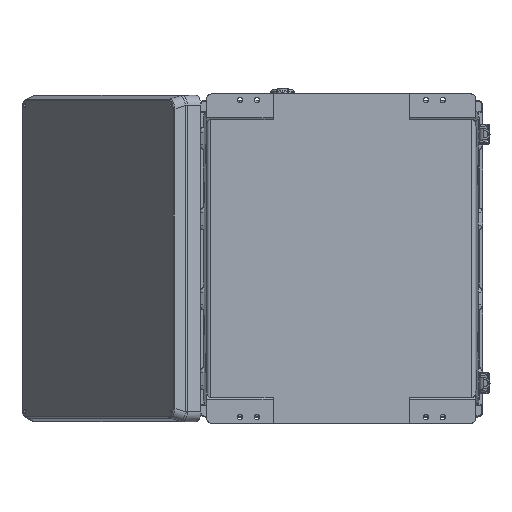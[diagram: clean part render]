
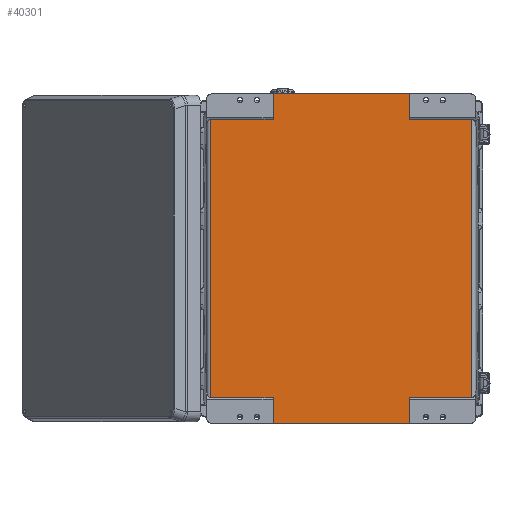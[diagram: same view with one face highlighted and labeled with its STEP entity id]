
A CAD part, front view. The second image highlights one B-rep face of the part: STEP entity #40301.
In plain terms, the highlighted planar face has unit normal (0, -1, 0).
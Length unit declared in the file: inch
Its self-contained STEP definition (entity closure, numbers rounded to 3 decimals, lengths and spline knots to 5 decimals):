
#594 = EDGE_CURVE ( 'NONE', #78395, #70626, #48580, .T. ) ;
#3721 = EDGE_CURVE ( 'NONE', #37740, #19465, #8020, .T. ) ;
#4160 = AXIS2_PLACEMENT_3D ( 'NONE', #54861, #13349, #21369 ) ;
#4298 = ORIENTED_EDGE ( 'NONE', *, *, #90775, .F. ) ;
#5037 = VERTEX_POINT ( 'NONE', #91869 ) ;
#5914 = CARTESIAN_POINT ( 'NONE',  ( 8.11811, 0.05906, -19.48819 ) ) ;
#8020 = LINE ( 'NONE', #14735, #107054 ) ;
#9266 = ORIENTED_EDGE ( 'NONE', *, *, #69301, .T. ) ;
#9920 = CARTESIAN_POINT ( 'NONE',  ( -4.03163, 0.05906, 0.85787 ) ) ;
#11366 = VERTEX_POINT ( 'NONE', #81898 ) ;
#11397 = ORIENTED_EDGE ( 'NONE', *, *, #594, .T. ) ;
#11513 = LINE ( 'NONE', #96190, #105320 ) ;
#12304 = VECTOR ( 'NONE', #68504, 39.37008 ) ;
#13349 = DIRECTION ( 'NONE',  ( 0., 1., 0. ) ) ;
#14061 = ORIENTED_EDGE ( 'NONE', *, *, #62743, .F. ) ;
#14441 = VERTEX_POINT ( 'NONE', #46042 ) ;
#14735 = CARTESIAN_POINT ( 'NONE',  ( 4.03163, 0.05906, 0.85787 ) ) ;
#15915 = EDGE_CURVE ( 'NONE', #107949, #78395, #11513, .T. ) ;
#17982 = EDGE_LOOP ( 'NONE', ( #4298, #107538, #11397, #104638, #14061, #74245, #9266, #83235, #91915, #23165, #70174, #73516 ) ) ;
#19465 = VERTEX_POINT ( 'NONE', #19574 ) ;
#19574 = CARTESIAN_POINT ( 'NONE',  ( 4.03163, 0.05906, 0. ) ) ;
#20751 = CARTESIAN_POINT ( 'NONE',  ( 8.11811, 0.05906, -1.51961 ) ) ;
#20815 = CARTESIAN_POINT ( 'NONE',  ( -7.73754, 0.05906, -1.51961 ) ) ;
#21296 = LINE ( 'NONE', #68300, #38166 ) ;
#21369 = DIRECTION ( 'NONE',  ( 0., 0., 1. ) ) ;
#22334 = DIRECTION ( 'NONE',  ( 1., 0., 0. ) ) ;
#22628 = CARTESIAN_POINT ( 'NONE',  ( -7.73754, 0.05906, -17.96858 ) ) ;
#23165 = ORIENTED_EDGE ( 'NONE', *, *, #87451, .T. ) ;
#27514 = CARTESIAN_POINT ( 'NONE',  ( 4.03163, 0.05906, -20.34606 ) ) ;
#27535 = VERTEX_POINT ( 'NONE', #103675 ) ;
#29601 = VECTOR ( 'NONE', #36652, 39.37008 ) ;
#29952 = CARTESIAN_POINT ( 'NONE',  ( -4.03163, 0.05906, -17.96858 ) ) ;
#31068 = VERTEX_POINT ( 'NONE', #40537 ) ;
#31163 = DIRECTION ( 'NONE',  ( 0., 0., -1. ) ) ;
#36195 = VECTOR ( 'NONE', #70588, 39.37008 ) ;
#36652 = DIRECTION ( 'NONE',  ( 1., 0., 0. ) ) ;
#37494 = DIRECTION ( 'NONE',  ( 0., 0., 1. ) ) ;
#37740 = VERTEX_POINT ( 'NONE', #85122 ) ;
#38166 = VECTOR ( 'NONE', #61351, 39.37008 ) ;
#39192 = LINE ( 'NONE', #52608, #86003 ) ;
#39306 = VERTEX_POINT ( 'NONE', #98357 ) ;
#40301 = ADVANCED_FACE ( 'NONE', ( #85228 ), #79252, .F. ) ;
#40537 = CARTESIAN_POINT ( 'NONE',  ( -4.03163, 0.05906, -1.51961 ) ) ;
#42466 = EDGE_CURVE ( 'NONE', #39306, #70626, #106206, .T. ) ;
#44920 = LINE ( 'NONE', #9920, #12304 ) ;
#46042 = CARTESIAN_POINT ( 'NONE',  ( 7.73754, 0.05906, -1.51961 ) ) ;
#48580 = LINE ( 'NONE', #55935, #95365 ) ;
#52608 = CARTESIAN_POINT ( 'NONE',  ( 8.11811, 0.05906, 0. ) ) ;
#53009 = DIRECTION ( 'NONE',  ( 0., 0., -1. ) ) ;
#54292 = EDGE_CURVE ( 'NONE', #31068, #11366, #44920, .T. ) ;
#54861 = CARTESIAN_POINT ( 'NONE',  ( 8.11811, 0.05906, -1.51961 ) ) ;
#55023 = VECTOR ( 'NONE', #37494, 39.37008 ) ;
#55168 = EDGE_CURVE ( 'NONE', #5037, #97553, #21296, .T. ) ;
#55935 = CARTESIAN_POINT ( 'NONE',  ( -4.03163, 0.05906, -20.34606 ) ) ;
#57071 = CARTESIAN_POINT ( 'NONE',  ( -4.03163, 0.05906, -19.48819 ) ) ;
#59163 = DIRECTION ( 'NONE',  ( 0., 0., 1. ) ) ;
#61351 = DIRECTION ( 'NONE',  ( -1., 0., 0. ) ) ;
#62743 = EDGE_CURVE ( 'NONE', #97553, #39306, #66842, .T. ) ;
#66842 = LINE ( 'NONE', #27514, #85160 ) ;
#67311 = CARTESIAN_POINT ( 'NONE',  ( 4.03163, 0.05906, -17.96858 ) ) ;
#68257 = CARTESIAN_POINT ( 'NONE',  ( 7.73754, 0.05906, -1.51961 ) ) ;
#68300 = CARTESIAN_POINT ( 'NONE',  ( 8.11811, 0.05906, -17.96858 ) ) ;
#68504 = DIRECTION ( 'NONE',  ( 0., 0., 1. ) ) ;
#69301 = EDGE_CURVE ( 'NONE', #5037, #14441, #88891, .T. ) ;
#70174 = ORIENTED_EDGE ( 'NONE', *, *, #54292, .F. ) ;
#70588 = DIRECTION ( 'NONE',  ( -1., 0., 0. ) ) ;
#70626 = VERTEX_POINT ( 'NONE', #57071 ) ;
#73516 = ORIENTED_EDGE ( 'NONE', *, *, #102887, .F. ) ;
#74245 = ORIENTED_EDGE ( 'NONE', *, *, #55168, .F. ) ;
#75312 = LINE ( 'NONE', #20751, #36195 ) ;
#77282 = EDGE_CURVE ( 'NONE', #14441, #37740, #75312, .T. ) ;
#78395 = VERTEX_POINT ( 'NONE', #29952 ) ;
#79252 = PLANE ( 'NONE',  #4160 ) ;
#80969 = DIRECTION ( 'NONE',  ( 0., 0., 1. ) ) ;
#81620 = DIRECTION ( 'NONE',  ( -1., 0., 0. ) ) ;
#81898 = CARTESIAN_POINT ( 'NONE',  ( -4.03163, 0.05906, 0. ) ) ;
#83235 = ORIENTED_EDGE ( 'NONE', *, *, #77282, .T. ) ;
#85122 = CARTESIAN_POINT ( 'NONE',  ( 4.03163, 0.05906, -1.51961 ) ) ;
#85160 = VECTOR ( 'NONE', #53009, 39.37008 ) ;
#85228 = FACE_OUTER_BOUND ( 'NONE', #17982, .T. ) ;
#86003 = VECTOR ( 'NONE', #94391, 39.37008 ) ;
#87451 = EDGE_CURVE ( 'NONE', #19465, #11366, #39192, .T. ) ;
#87553 = LINE ( 'NONE', #20815, #55023 ) ;
#88891 = LINE ( 'NONE', #68257, #95455 ) ;
#90775 = EDGE_CURVE ( 'NONE', #107949, #27535, #87553, .T. ) ;
#91869 = CARTESIAN_POINT ( 'NONE',  ( 7.73754, 0.05906, -17.96858 ) ) ;
#91915 = ORIENTED_EDGE ( 'NONE', *, *, #3721, .T. ) ;
#92741 = CARTESIAN_POINT ( 'NONE',  ( -8.11811, 0.05906, -1.51961 ) ) ;
#93374 = LINE ( 'NONE', #92741, #29601 ) ;
#94391 = DIRECTION ( 'NONE',  ( -1., 0., 0. ) ) ;
#95365 = VECTOR ( 'NONE', #31163, 39.37008 ) ;
#95455 = VECTOR ( 'NONE', #59163, 39.37008 ) ;
#96190 = CARTESIAN_POINT ( 'NONE',  ( -8.11811, 0.05906, -17.96858 ) ) ;
#97553 = VERTEX_POINT ( 'NONE', #67311 ) ;
#98357 = CARTESIAN_POINT ( 'NONE',  ( 4.03163, 0.05906, -19.48819 ) ) ;
#102304 = VECTOR ( 'NONE', #81620, 39.37008 ) ;
#102887 = EDGE_CURVE ( 'NONE', #27535, #31068, #93374, .T. ) ;
#103675 = CARTESIAN_POINT ( 'NONE',  ( -7.73754, 0.05906, -1.51961 ) ) ;
#104638 = ORIENTED_EDGE ( 'NONE', *, *, #42466, .F. ) ;
#105320 = VECTOR ( 'NONE', #22334, 39.37008 ) ;
#106206 = LINE ( 'NONE', #5914, #102304 ) ;
#107054 = VECTOR ( 'NONE', #80969, 39.37008 ) ;
#107538 = ORIENTED_EDGE ( 'NONE', *, *, #15915, .T. ) ;
#107949 = VERTEX_POINT ( 'NONE', #22628 ) ;
